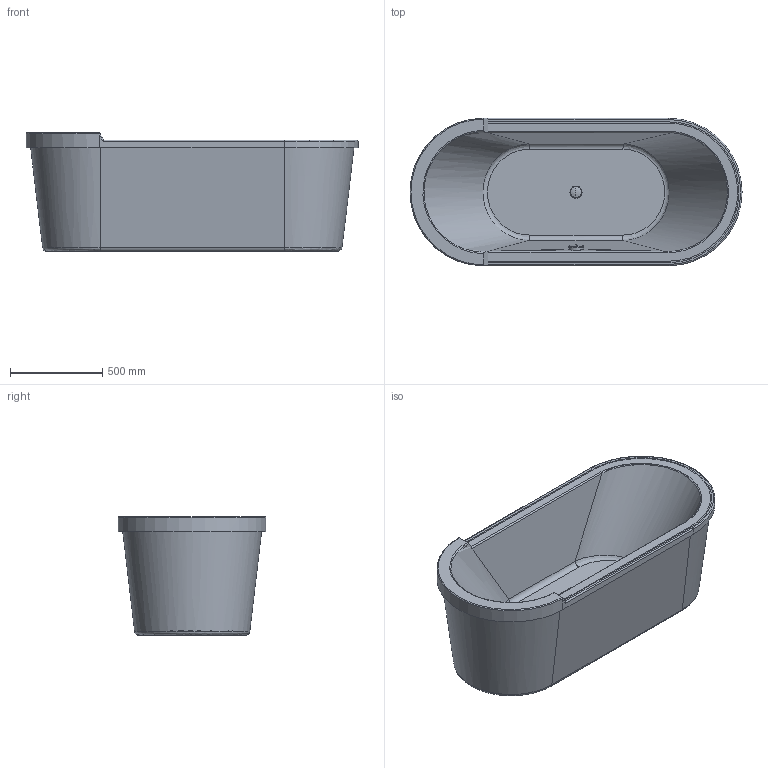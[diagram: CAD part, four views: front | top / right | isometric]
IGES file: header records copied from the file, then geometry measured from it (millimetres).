
Global section: file name: No Iges File Name specified; native system: Autodesk Inventor 2009; preprocessor: AutoDesk Inventor Iges Exporter R2009; author: Andreas; date: 20100518.222241; units: millimetre
Bounding box: 1800 x 800 x 641 mm (x, y, z)
Volume: 47429670.5 mm3; surface area: 10953522.9 mm2
Topology: 5 solids, 5 shells, 182 faces, 460 edges, 292 vertices
Faces by surface type: plane 59, bspline 40, revolution 35, cylinder 34, torus 10, cone 4
